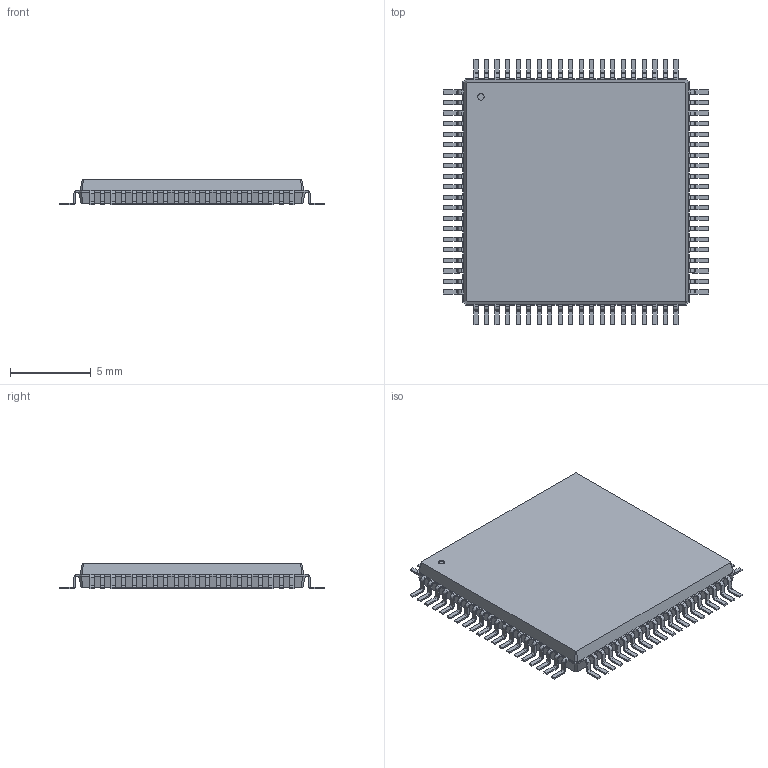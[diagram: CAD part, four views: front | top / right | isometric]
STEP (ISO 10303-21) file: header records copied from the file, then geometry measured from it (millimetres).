
FILE_DESCRIPTION(/* description */ ('model of TQFP-80-1EP_14x14mm_P0.65mm_EP9.5x9.5mm'),/* implementation_level */ '2;1');
FILE_NAME(/* name */ 'TQFP-80-1EP_14x14mm_P0.65mm_EP9.5x9.5mm.step',/* time_stamp */ '2018-11-04T15:52:53',/* author */ ('kicad StepUp','ksu'),/* organization */ ('FreeCAD'),/* preprocessor_version */ 'OCC',/* originating_system */ 'kicad StepUp',/* authorisation */ '');
FILE_SCHEMA(('AUTOMOTIVE_DESIGN { 1 0 10303 214 1 1 1 1 }'));
Length unit declared in the file: millimetre
Products named in the file (1): TQFP_80_1EP_14x14mm_P065mm_EP95x95mm
Bounding box: 16.4 x 16.4 x 1.6 mm (x, y, z)
Volume: 298.2 mm3; surface area: 571.3 mm2
Topology: 1 solids, 1 shells, 1241 faces, 3367 edges, 2130 vertices
Faces by surface type: plane 816, cylinder 321, bspline 104
Full cylindrical faces by diameter (mm): 0.4 x1
Entity records: 24705 total; most frequent: ORIENTED_EDGE 5760, EDGE_CURVE 3367, CARTESIAN_POINT 2933, LINE 2133, VERTEX_POINT 2130, AXIS2_PLACEMENT_3D 1559, FACE_BOUND 1243, EDGE_LOOP 1243
